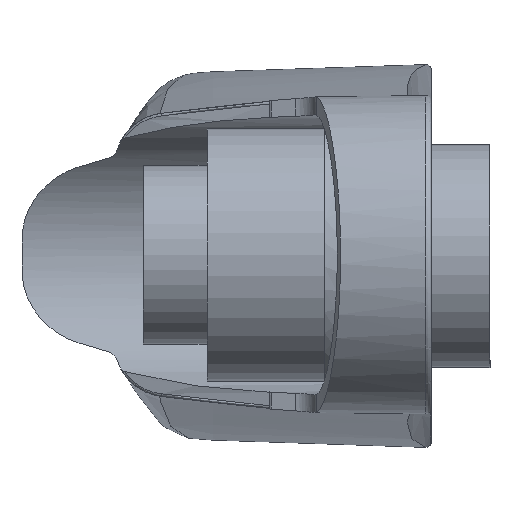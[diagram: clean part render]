
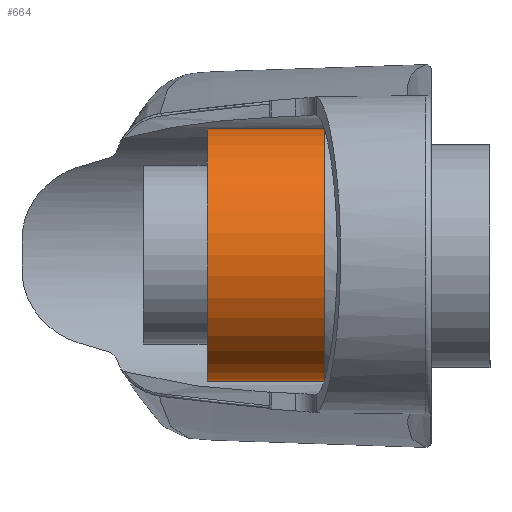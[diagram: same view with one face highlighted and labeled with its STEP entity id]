
A CAD part, top view. The second image highlights one B-rep face of the part: STEP entity #664.
In plain terms, the highlighted cylindrical face has radius 22.6 mm (diameter 45.2 mm), a full revolution.
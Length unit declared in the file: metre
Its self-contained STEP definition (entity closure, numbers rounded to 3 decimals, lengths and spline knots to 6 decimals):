
#664 = ADVANCED_FACE( '', ( #1387, #1388 ), #1389, .T. );
#1387 = FACE_OUTER_BOUND( '', #3824, .T. );
#1388 = FACE_OUTER_BOUND( '', #3825, .T. );
#1389 = CYLINDRICAL_SURFACE( '', #3826, 0.0226 );
#3824 = EDGE_LOOP( '', ( #6153 ) );
#3825 = EDGE_LOOP( '', ( #6154 ) );
#3826 = AXIS2_PLACEMENT_3D( '', #6155, #6156, #6157 );
#6153 = ORIENTED_EDGE( '', *, *, #7267, .F. );
#6154 = ORIENTED_EDGE( '', *, *, #7083, .T. );
#6155 = CARTESIAN_POINT( '', ( -0.039999, 0.038777, 0.437201 ) );
#6156 = DIRECTION( '', ( -1., 0., 0. ) );
#6157 = DIRECTION( '', ( 0., 0., -1. ) );
#7083 = EDGE_CURVE( '', #8326, #8326, #8327, .T. );
#7267 = EDGE_CURVE( '', #8542, #8542, #8543, .T. );
#8326 = VERTEX_POINT( '', #12447 );
#8327 = CIRCLE( '', #12448, 0.0226 );
#8542 = VERTEX_POINT( '', #13145 );
#8543 = CIRCLE( '', #13146, 0.0226 );
#12447 = CARTESIAN_POINT( '', ( -0.039999, 0.061377, 0.437201 ) );
#12448 = AXIS2_PLACEMENT_3D( '', #13555, #13556, #13557 );
#13145 = CARTESIAN_POINT( '', ( -0.018999, 0.061377, 0.437201 ) );
#13146 = AXIS2_PLACEMENT_3D( '', #13610, #13611, #13612 );
#13555 = CARTESIAN_POINT( '', ( -0.039999, 0.038777, 0.437201 ) );
#13556 = DIRECTION( '', ( 1., 0., 0. ) );
#13557 = DIRECTION( '', ( 0., 0., -1. ) );
#13610 = CARTESIAN_POINT( '', ( -0.018999, 0.038777, 0.437201 ) );
#13611 = DIRECTION( '', ( 1., 0., 0. ) );
#13612 = DIRECTION( '', ( 0., 0., -1. ) );
